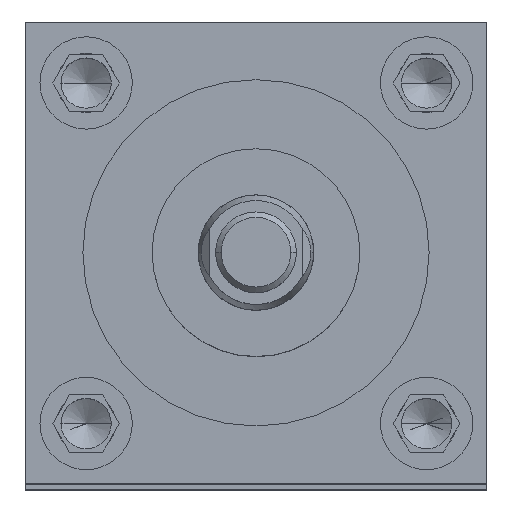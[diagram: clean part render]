
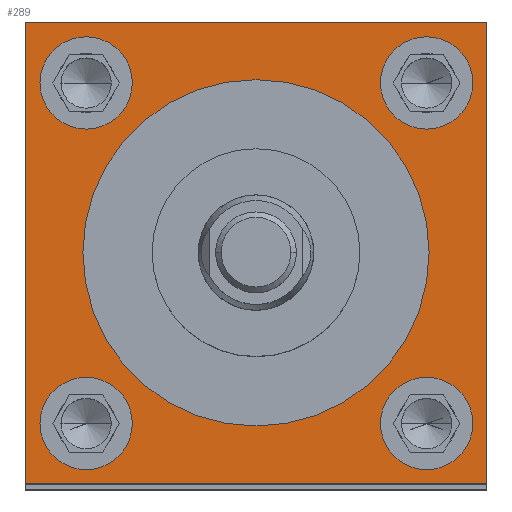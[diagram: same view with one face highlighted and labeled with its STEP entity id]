
A CAD part, top view. The second image highlights one B-rep face of the part: STEP entity #289.
In plain terms, the highlighted planar face has unit normal (0, 0, 1).
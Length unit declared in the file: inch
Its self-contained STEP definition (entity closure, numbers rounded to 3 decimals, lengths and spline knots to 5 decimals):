
#7 = FACE_BOUND ( 'NONE', #4239, .T. ) ;
#62 = CIRCLE ( 'NONE', #4029, 0.9375 ) ;
#99 = DIRECTION ( 'NONE',  ( 0., 0., 1. ) ) ;
#106 = CIRCLE ( 'NONE', #4071, 0.25 ) ;
#191 = CARTESIAN_POINT ( 'NONE',  ( -1.25, -1.25, 19.625 ) ) ;
#195 = ORIENTED_EDGE ( 'NONE', *, *, #4631, .F. ) ;
#249 = CIRCLE ( 'NONE', #3641, 0.25 ) ;
#279 = DIRECTION ( 'NONE',  ( 0., 0., 1. ) ) ;
#289 = ADVANCED_FACE ( 'NONE', ( #4871, #7, #6914, #4200, #2046, #6781 ), #2993, .F. ) ;
#313 = CARTESIAN_POINT ( 'NONE',  ( 0.674, 0.92, 19.625 ) ) ;
#453 = AXIS2_PLACEMENT_3D ( 'NONE', #1271, #2262, #2888 ) ;
#465 = ORIENTED_EDGE ( 'NONE', *, *, #5013, .F. ) ;
#537 = VERTEX_POINT ( 'NONE', #4337 ) ;
#564 = EDGE_CURVE ( 'NONE', #537, #4757, #4978, .T. ) ;
#658 = LINE ( 'NONE', #1030, #5119 ) ;
#691 = EDGE_CURVE ( 'NONE', #2898, #3265, #62, .T. ) ;
#833 = CARTESIAN_POINT ( 'NONE',  ( -0.92, -0.924, 19.625 ) ) ;
#1030 = CARTESIAN_POINT ( 'NONE',  ( -1.25, 1.25, 19.625 ) ) ;
#1055 = CIRCLE ( 'NONE', #2531, 0.25 ) ;
#1067 = VECTOR ( 'NONE', #5716, 39.37008 ) ;
#1092 = EDGE_CURVE ( 'NONE', #5288, #5517, #5090, .T. ) ;
#1165 = DIRECTION ( 'NONE',  ( -1., 0., 0. ) ) ;
#1269 = VERTEX_POINT ( 'NONE', #2907 ) ;
#1271 = CARTESIAN_POINT ( 'NONE',  ( 0.924, -0.924, 19.625 ) ) ;
#1275 = DIRECTION ( 'NONE',  ( 1., 0., 0. ) ) ;
#1292 = DIRECTION ( 'NONE',  ( 0., 0., 1. ) ) ;
#1307 = VERTEX_POINT ( 'NONE', #2836 ) ;
#1400 = AXIS2_PLACEMENT_3D ( 'NONE', #3416, #1660, #6636 ) ;
#1447 = DIRECTION ( 'NONE',  ( -1., 0., 0. ) ) ;
#1506 = AXIS2_PLACEMENT_3D ( 'NONE', #3125, #6245, #1447 ) ;
#1516 = LINE ( 'NONE', #6346, #1067 ) ;
#1587 = CARTESIAN_POINT ( 'NONE',  ( -0.92, 0.92, 19.625 ) ) ;
#1660 = DIRECTION ( 'NONE',  ( 0., 0., 1. ) ) ;
#1697 = VERTEX_POINT ( 'NONE', #4945 ) ;
#1713 = ORIENTED_EDGE ( 'NONE', *, *, #2789, .F. ) ;
#1730 = AXIS2_PLACEMENT_3D ( 'NONE', #3886, #2234, #1275 ) ;
#1741 = CARTESIAN_POINT ( 'NONE',  ( 0.924, 0.92, 19.625 ) ) ;
#1827 = CARTESIAN_POINT ( 'NONE',  ( 0., 0., 19.625 ) ) ;
#1946 = CARTESIAN_POINT ( 'NONE',  ( -1.25, -1.25, 19.625 ) ) ;
#2017 = VERTEX_POINT ( 'NONE', #3723 ) ;
#2046 = FACE_BOUND ( 'NONE', #4434, .T. ) ;
#2056 = CARTESIAN_POINT ( 'NONE',  ( -0.92, 0.92, 19.625 ) ) ;
#2234 = DIRECTION ( 'NONE',  ( 0., 0., 1. ) ) ;
#2262 = DIRECTION ( 'NONE',  ( 0., 0., 1. ) ) ;
#2333 = CARTESIAN_POINT ( 'NONE',  ( -0.9375, 0., 19.625 ) ) ;
#2432 = DIRECTION ( 'NONE',  ( 1., 0., 0. ) ) ;
#2486 = AXIS2_PLACEMENT_3D ( 'NONE', #1741, #99, #6113 ) ;
#2505 = EDGE_CURVE ( 'NONE', #2017, #2953, #6941, .T. ) ;
#2531 = AXIS2_PLACEMENT_3D ( 'NONE', #833, #4664, #2432 ) ;
#2538 = EDGE_CURVE ( 'NONE', #1269, #5675, #658, .T. ) ;
#2603 = EDGE_CURVE ( 'NONE', #1307, #1697, #106, .T. ) ;
#2650 = ORIENTED_EDGE ( 'NONE', *, *, #691, .F. ) ;
#2655 = CARTESIAN_POINT ( 'NONE',  ( 0.924, 0.92, 19.625 ) ) ;
#2723 = CARTESIAN_POINT ( 'NONE',  ( -0.67, 0.92, 19.625 ) ) ;
#2789 = EDGE_CURVE ( 'NONE', #5981, #4799, #2935, .T. ) ;
#2813 = ORIENTED_EDGE ( 'NONE', *, *, #3626, .T. ) ;
#2836 = CARTESIAN_POINT ( 'NONE',  ( -0.67, -0.924, 19.625 ) ) ;
#2863 = EDGE_LOOP ( 'NONE', ( #3486, #6051, #2813, #3816 ) ) ;
#2888 = DIRECTION ( 'NONE',  ( 1., 0., 0. ) ) ;
#2898 = VERTEX_POINT ( 'NONE', #4374 ) ;
#2907 = CARTESIAN_POINT ( 'NONE',  ( 1.25, 1.25, 19.625 ) ) ;
#2935 = CIRCLE ( 'NONE', #5908, 0.25 ) ;
#2953 = VERTEX_POINT ( 'NONE', #3873 ) ;
#2993 = PLANE ( 'NONE',  #1506 ) ;
#3076 = EDGE_CURVE ( 'NONE', #1697, #1307, #1055, .T. ) ;
#3125 = CARTESIAN_POINT ( 'NONE',  ( -1.25, 1.25, 19.625 ) ) ;
#3254 = EDGE_LOOP ( 'NONE', ( #1713, #4688 ) ) ;
#3265 = VERTEX_POINT ( 'NONE', #2333 ) ;
#3297 = CIRCLE ( 'NONE', #5935, 0.25 ) ;
#3334 = ORIENTED_EDGE ( 'NONE', *, *, #1092, .F. ) ;
#3394 = ORIENTED_EDGE ( 'NONE', *, *, #2603, .F. ) ;
#3416 = CARTESIAN_POINT ( 'NONE',  ( 0., 0., 19.625 ) ) ;
#3486 = ORIENTED_EDGE ( 'NONE', *, *, #5293, .T. ) ;
#3572 = CARTESIAN_POINT ( 'NONE',  ( -1.17, 0.92, 19.625 ) ) ;
#3626 = EDGE_CURVE ( 'NONE', #4757, #1269, #1516, .T. ) ;
#3641 = AXIS2_PLACEMENT_3D ( 'NONE', #2056, #4140, #5794 ) ;
#3723 = CARTESIAN_POINT ( 'NONE',  ( 0.674, -0.924, 19.625 ) ) ;
#3736 = DIRECTION ( 'NONE',  ( 1., 0., 0. ) ) ;
#3816 = ORIENTED_EDGE ( 'NONE', *, *, #2538, .T. ) ;
#3873 = CARTESIAN_POINT ( 'NONE',  ( 1.174, -0.924, 19.625 ) ) ;
#3886 = CARTESIAN_POINT ( 'NONE',  ( 0.924, -0.924, 19.625 ) ) ;
#3976 = DIRECTION ( 'NONE',  ( 1., 0., 0. ) ) ;
#4029 = AXIS2_PLACEMENT_3D ( 'NONE', #1827, #1292, #5204 ) ;
#4071 = AXIS2_PLACEMENT_3D ( 'NONE', #6858, #279, #6749 ) ;
#4099 = DIRECTION ( 'NONE',  ( 0., -1., 0. ) ) ;
#4140 = DIRECTION ( 'NONE',  ( 0., 0., 1. ) ) ;
#4155 = EDGE_LOOP ( 'NONE', ( #195, #6898 ) ) ;
#4200 = FACE_BOUND ( 'NONE', #3254, .T. ) ;
#4239 = EDGE_LOOP ( 'NONE', ( #465, #3334 ) ) ;
#4337 = CARTESIAN_POINT ( 'NONE',  ( -1.25, -1.25, 19.625 ) ) ;
#4374 = CARTESIAN_POINT ( 'NONE',  ( 0.9375, 0., 19.625 ) ) ;
#4434 = EDGE_LOOP ( 'NONE', ( #2650, #6602 ) ) ;
#4445 = CIRCLE ( 'NONE', #1400, 0.9375 ) ;
#4491 = ORIENTED_EDGE ( 'NONE', *, *, #3076, .F. ) ;
#4577 = CARTESIAN_POINT ( 'NONE',  ( 1.25, -1.25, 19.625 ) ) ;
#4586 = EDGE_LOOP ( 'NONE', ( #3394, #4491 ) ) ;
#4631 = EDGE_CURVE ( 'NONE', #2953, #2017, #4901, .T. ) ;
#4664 = DIRECTION ( 'NONE',  ( 0., 0., 1. ) ) ;
#4688 = ORIENTED_EDGE ( 'NONE', *, *, #5417, .F. ) ;
#4721 = VECTOR ( 'NONE', #3976, 39.37008 ) ;
#4757 = VERTEX_POINT ( 'NONE', #4577 ) ;
#4799 = VERTEX_POINT ( 'NONE', #3572 ) ;
#4821 = DIRECTION ( 'NONE',  ( 0., 0., 1. ) ) ;
#4871 = FACE_BOUND ( 'NONE', #4155, .T. ) ;
#4901 = CIRCLE ( 'NONE', #1730, 0.25 ) ;
#4945 = CARTESIAN_POINT ( 'NONE',  ( -1.17, -0.924, 19.625 ) ) ;
#4978 = LINE ( 'NONE', #191, #4721 ) ;
#5013 = EDGE_CURVE ( 'NONE', #5517, #5288, #3297, .T. ) ;
#5055 = EDGE_CURVE ( 'NONE', #3265, #2898, #4445, .T. ) ;
#5090 = CIRCLE ( 'NONE', #2486, 0.25 ) ;
#5119 = VECTOR ( 'NONE', #1165, 39.37008 ) ;
#5204 = DIRECTION ( 'NONE',  ( 1., 0., 0. ) ) ;
#5288 = VERTEX_POINT ( 'NONE', #313 ) ;
#5293 = EDGE_CURVE ( 'NONE', #5675, #537, #6815, .T. ) ;
#5417 = EDGE_CURVE ( 'NONE', #4799, #5981, #249, .T. ) ;
#5517 = VERTEX_POINT ( 'NONE', #5924 ) ;
#5675 = VERTEX_POINT ( 'NONE', #6765 ) ;
#5716 = DIRECTION ( 'NONE',  ( 0., 1., 0. ) ) ;
#5794 = DIRECTION ( 'NONE',  ( 1., 0., 0. ) ) ;
#5826 = DIRECTION ( 'NONE',  ( 0., 0., 1. ) ) ;
#5908 = AXIS2_PLACEMENT_3D ( 'NONE', #1587, #5826, #3736 ) ;
#5924 = CARTESIAN_POINT ( 'NONE',  ( 1.174, 0.92, 19.625 ) ) ;
#5935 = AXIS2_PLACEMENT_3D ( 'NONE', #2655, #4821, #6459 ) ;
#5981 = VERTEX_POINT ( 'NONE', #2723 ) ;
#6051 = ORIENTED_EDGE ( 'NONE', *, *, #564, .T. ) ;
#6113 = DIRECTION ( 'NONE',  ( 1., 0., 0. ) ) ;
#6245 = DIRECTION ( 'NONE',  ( 0., 0., -1. ) ) ;
#6346 = CARTESIAN_POINT ( 'NONE',  ( 1.25, -1.25, 19.625 ) ) ;
#6395 = VECTOR ( 'NONE', #4099, 39.37008 ) ;
#6459 = DIRECTION ( 'NONE',  ( 1., 0., 0. ) ) ;
#6602 = ORIENTED_EDGE ( 'NONE', *, *, #5055, .F. ) ;
#6636 = DIRECTION ( 'NONE',  ( 1., 0., 0. ) ) ;
#6749 = DIRECTION ( 'NONE',  ( 1., 0., 0. ) ) ;
#6765 = CARTESIAN_POINT ( 'NONE',  ( -1.25, 1.25, 19.625 ) ) ;
#6781 = FACE_OUTER_BOUND ( 'NONE', #2863, .T. ) ;
#6815 = LINE ( 'NONE', #1946, #6395 ) ;
#6858 = CARTESIAN_POINT ( 'NONE',  ( -0.92, -0.924, 19.625 ) ) ;
#6898 = ORIENTED_EDGE ( 'NONE', *, *, #2505, .F. ) ;
#6914 = FACE_BOUND ( 'NONE', #4586, .T. ) ;
#6941 = CIRCLE ( 'NONE', #453, 0.25 ) ;
